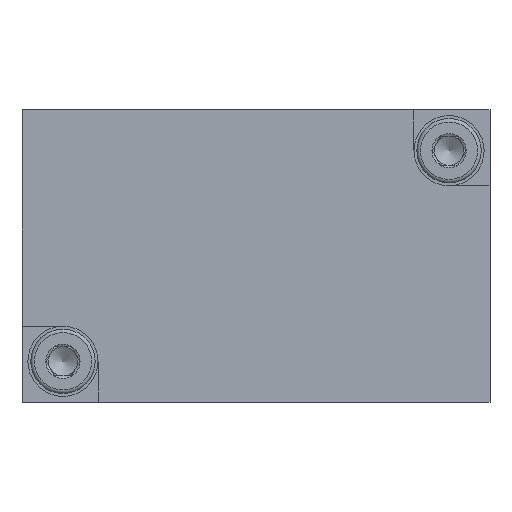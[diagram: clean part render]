
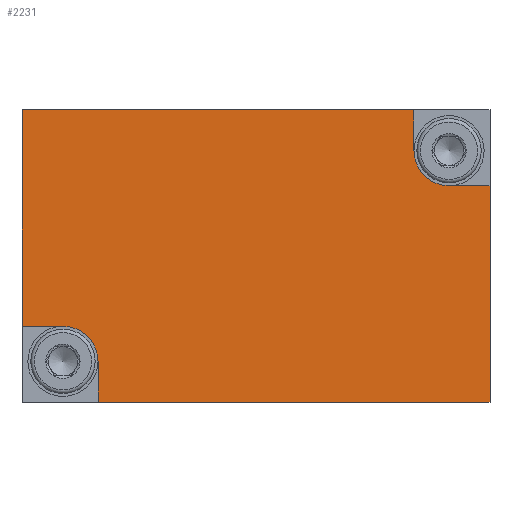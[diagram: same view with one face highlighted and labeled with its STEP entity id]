
A CAD part, front view. The second image highlights one B-rep face of the part: STEP entity #2231.
In plain terms, the highlighted planar face has unit normal (0, -1, 0).
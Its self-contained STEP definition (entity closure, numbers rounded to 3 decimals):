
#409=CIRCLE('',#2350,3.);
#410=CIRCLE('',#2351,3.);
#511=VERTEX_POINT('',#3169);
#512=VERTEX_POINT('',#3170);
#518=VERTEX_POINT('',#3186);
#519=VERTEX_POINT('',#3187);
#520=VERTEX_POINT('',#3192);
#521=VERTEX_POINT('',#3193);
#522=VERTEX_POINT('',#3195);
#523=VERTEX_POINT('',#3197);
#524=VERTEX_POINT('',#3199);
#525=VERTEX_POINT('',#3203);
#710=VECTOR('',#2588,1.);
#717=VECTOR('',#2599,1.);
#720=VECTOR('',#2603,1.);
#721=VECTOR('',#2606,1.);
#722=VECTOR('',#2607,1.);
#723=VECTOR('',#2608,1.);
#724=VECTOR('',#2611,1.);
#725=VECTOR('',#2612,1.);
#879=LINE('',#3168,#710);
#886=LINE('',#3185,#717);
#889=LINE('',#3191,#720);
#890=LINE('',#3196,#721);
#891=LINE('',#3198,#722);
#892=LINE('',#3200,#723);
#893=LINE('',#3202,#724);
#894=LINE('',#3204,#725);
#1048=EDGE_CURVE('',#511,#512,#879,.T.);
#1056=EDGE_CURVE('',#518,#519,#886,.T.);
#1059=EDGE_CURVE('',#520,#521,#889,.T.);
#1060=EDGE_CURVE('',#521,#522,#409,.T.);
#1061=EDGE_CURVE('',#522,#523,#890,.T.);
#1062=EDGE_CURVE('',#524,#523,#891,.T.);
#1063=EDGE_CURVE('',#511,#524,#892,.T.);
#1064=EDGE_CURVE('',#512,#518,#410,.T.);
#1065=EDGE_CURVE('',#525,#519,#893,.T.);
#1066=EDGE_CURVE('',#520,#525,#894,.T.);
#1355=ORIENTED_EDGE('',*,*,#1059,.T.);
#1356=ORIENTED_EDGE('',*,*,#1060,.T.);
#1357=ORIENTED_EDGE('',*,*,#1061,.T.);
#1358=ORIENTED_EDGE('',*,*,#1062,.F.);
#1359=ORIENTED_EDGE('',*,*,#1063,.F.);
#1360=ORIENTED_EDGE('',*,*,#1048,.T.);
#1361=ORIENTED_EDGE('',*,*,#1064,.T.);
#1362=ORIENTED_EDGE('',*,*,#1056,.T.);
#1363=ORIENTED_EDGE('',*,*,#1065,.F.);
#1364=ORIENTED_EDGE('',*,*,#1066,.F.);
#1933=EDGE_LOOP('',(#1355,#1356,#1357,#1358,#1359,#1360,#1361,#1362,#1363,
#1364));
#2082=FACE_BOUND('',#1933,.T.);
#2231=ADVANCED_FACE('',(#2082),#4194,.F.);
#2349=AXIS2_PLACEMENT_3D('',#3190,#2602,$);
#2350=AXIS2_PLACEMENT_3D('',#3194,#2604,#2605);
#2351=AXIS2_PLACEMENT_3D('',#3201,#2609,#2610);
#2588=DIRECTION('',(-1.,0.,0.));
#2599=DIRECTION('',(0.,0.,1.));
#2602=DIRECTION('',(0.,1.,0.));
#2603=DIRECTION('',(1.,0.,0.));
#2604=DIRECTION('',(0.,1.,0.));
#2605=DIRECTION('',(3.,0.,0.));
#2606=DIRECTION('',(0.,0.,-1.));
#2607=DIRECTION('',(-1.,0.,0.));
#2608=DIRECTION('',(0.,0.,-1.));
#2609=DIRECTION('',(0.,1.,0.));
#2610=DIRECTION('',(3.,0.,0.));
#2611=DIRECTION('',(1.,0.,0.));
#2612=DIRECTION('',(0.,0.,1.));
#3168=CARTESIAN_POINT('',(40.,0.,-6.5));
#3169=CARTESIAN_POINT('',(40.,0.,-6.5));
#3170=CARTESIAN_POINT('',(36.5,0.,-6.5));
#3185=CARTESIAN_POINT('',(33.5,0.,-3.5));
#3186=CARTESIAN_POINT('',(33.5,0.,-3.5));
#3187=CARTESIAN_POINT('',(33.5,0.,0.));
#3190=CARTESIAN_POINT('',(0.,0.,0.));
#3191=CARTESIAN_POINT('',(0.,0.,-18.5));
#3192=CARTESIAN_POINT('',(0.,0.,-18.5));
#3193=CARTESIAN_POINT('',(3.5,0.,-18.5));
#3194=CARTESIAN_POINT('',(3.5,0.,-21.5));
#3195=CARTESIAN_POINT('',(6.5,0.,-21.5));
#3196=CARTESIAN_POINT('',(6.5,0.,-21.5));
#3197=CARTESIAN_POINT('',(6.5,0.,-25.));
#3198=CARTESIAN_POINT('',(40.,0.,-25.));
#3199=CARTESIAN_POINT('',(40.,0.,-25.));
#3200=CARTESIAN_POINT('',(40.,0.,-6.5));
#3201=CARTESIAN_POINT('',(36.5,0.,-3.5));
#3202=CARTESIAN_POINT('',(0.,0.,0.));
#3203=CARTESIAN_POINT('',(0.,0.,0.));
#3204=CARTESIAN_POINT('',(0.,0.,-18.5));
#4194=PLANE('',#2349);
